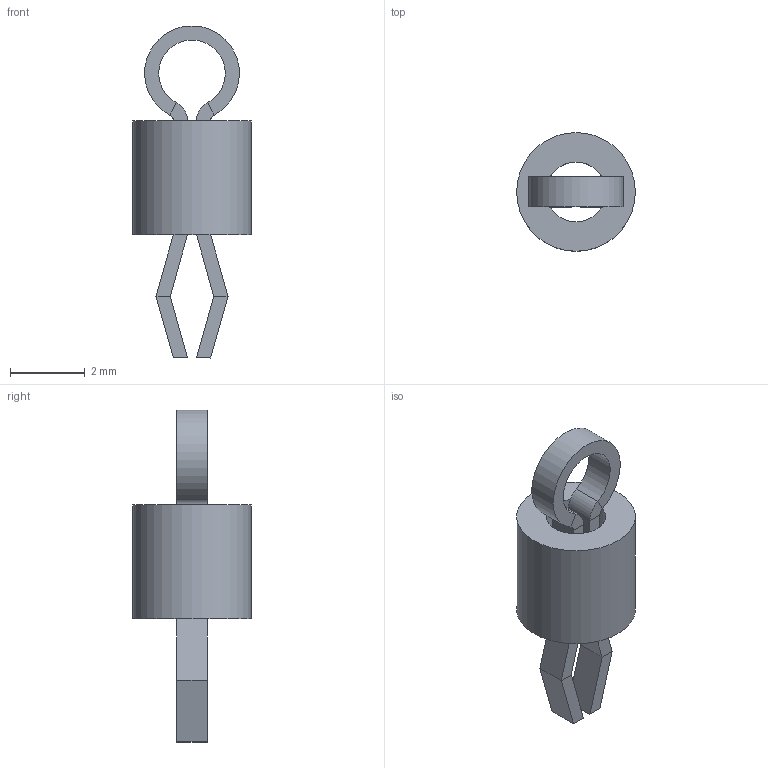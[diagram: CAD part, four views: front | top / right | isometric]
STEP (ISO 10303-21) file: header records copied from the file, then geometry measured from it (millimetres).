
FILE_DESCRIPTION(('FreeCAD Model'),'2;1');
FILE_NAME('Open CASCADE Shape Model','2021-02-25T01:48:16',( 'kicad StepUp'),('ksu MCAD'),'Open CASCADE STEP processor 7.5', 'FreeCAD','Unknown');
FILE_SCHEMA(('AUTOMOTIVE_DESIGN { 1 0 10303 214 1 1 1 1 }'));
Length unit declared in the file: millimetre
Products named in the file (1): TestPoint_Keystone_5005_5009_Compact_cp
Bounding box: 3.18 x 3.18 x 8.9 mm (x, y, z)
Volume: 24 mm3; surface area: 104.5 mm2
Topology: 2 solids, 2 shells, 42 faces, 82 edges, 44 vertices
Faces by surface type: plane 34, cylinder 8
Full cylindrical faces by diameter (mm): 1.6 x1, 3.18 x1
Entity records: 2424 total; most frequent: CARTESIAN_POINT 384, DIRECTION 327, LINE 199, VECTOR 199, ORIENTED_EDGE 164, PCURVE 164, DEFINITIONAL_REPRESENTATION 164, EDGE_CURVE 82
